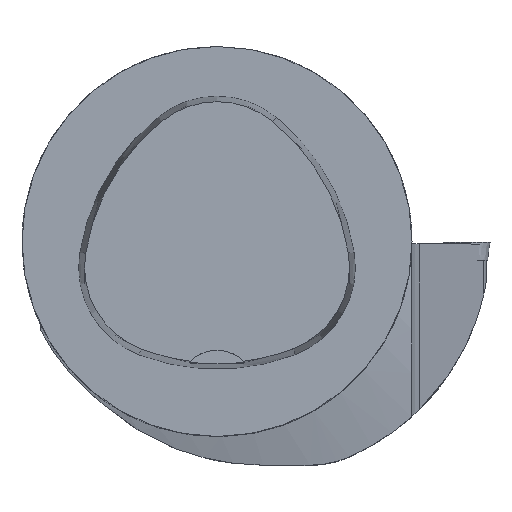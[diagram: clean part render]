
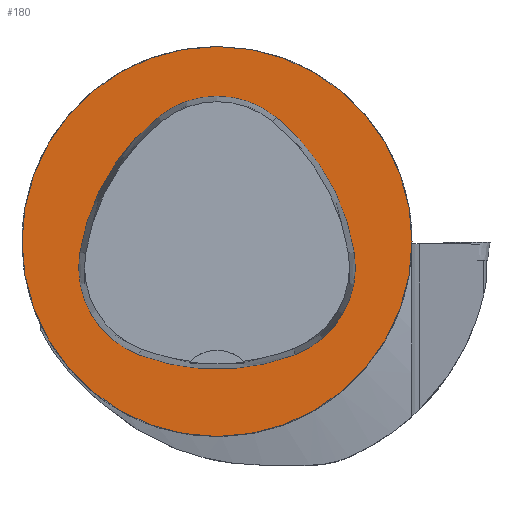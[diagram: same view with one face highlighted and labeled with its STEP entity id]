
A CAD part, top view. The second image highlights one B-rep face of the part: STEP entity #180.
In plain terms, the highlighted planar face has unit normal (0, 0, 1).
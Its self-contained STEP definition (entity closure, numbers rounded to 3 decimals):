
#99=PLANE('',#984);
#180=ADVANCED_FACE('',(#288,#289),#99,.T.);
#251=CIRCLE('',#952,25.);
#253=CIRCLE('',#962,28.);
#255=CIRCLE('',#965,12.);
#257=CIRCLE('',#968,28.);
#259=CIRCLE('',#971,12.);
#263=CIRCLE('',#976,28.);
#265=CIRCLE('',#979,12.);
#288=FACE_BOUND('',#321,.T.);
#289=FACE_BOUND('',#322,.T.);
#321=EDGE_LOOP('',(#454,#455,#456,#457,#458,#459));
#322=EDGE_LOOP('',(#460));
#454=ORIENTED_EDGE('',*,*,#732,.T.);
#455=ORIENTED_EDGE('',*,*,#712,.T.);
#456=ORIENTED_EDGE('',*,*,#716,.T.);
#457=ORIENTED_EDGE('',*,*,#719,.T.);
#458=ORIENTED_EDGE('',*,*,#722,.T.);
#459=ORIENTED_EDGE('',*,*,#730,.T.);
#460=ORIENTED_EDGE('',*,*,#697,.F.);
#621=VERTEX_POINT('',#1345);
#636=VERTEX_POINT('',#1394);
#637=VERTEX_POINT('',#1395);
#640=VERTEX_POINT('',#1403);
#642=VERTEX_POINT('',#1409);
#644=VERTEX_POINT('',#1415);
#651=VERTEX_POINT('',#1436);
#697=EDGE_CURVE('',#621,#621,#251,.T.);
#712=EDGE_CURVE('',#636,#637,#253,.T.);
#716=EDGE_CURVE('',#637,#640,#255,.T.);
#719=EDGE_CURVE('',#640,#642,#257,.T.);
#722=EDGE_CURVE('',#642,#644,#259,.T.);
#730=EDGE_CURVE('',#644,#651,#263,.T.);
#732=EDGE_CURVE('',#651,#636,#265,.T.);
#952=AXIS2_PLACEMENT_3D('',#1344,#1076,#1077);
#962=AXIS2_PLACEMENT_3D('',#1393,#1100,#1101);
#965=AXIS2_PLACEMENT_3D('',#1402,#1108,#1109);
#968=AXIS2_PLACEMENT_3D('',#1408,#1115,#1116);
#971=AXIS2_PLACEMENT_3D('',#1414,#1122,#1123);
#976=AXIS2_PLACEMENT_3D('',#1437,#1134,#1135);
#979=AXIS2_PLACEMENT_3D('',#1440,#1140,#1141);
#984=AXIS2_PLACEMENT_3D('',#1445,#1150,#1151);
#1076=DIRECTION('',(0.,0.,-1.));
#1077=DIRECTION('',(-1.,0.,0.));
#1100=DIRECTION('',(0.,0.,-1.));
#1101=DIRECTION('',(-1.,0.,0.));
#1108=DIRECTION('',(0.,0.,-1.));
#1109=DIRECTION('',(-1.,0.,0.));
#1115=DIRECTION('',(0.,0.,-1.));
#1116=DIRECTION('',(-1.,0.,0.));
#1122=DIRECTION('',(0.,0.,-1.));
#1123=DIRECTION('',(-1.,0.,0.));
#1134=DIRECTION('',(0.,0.,-1.));
#1135=DIRECTION('',(-1.,0.,0.));
#1140=DIRECTION('',(0.,0.,-1.));
#1141=DIRECTION('',(-1.,0.,0.));
#1150=DIRECTION('',(0.,0.,1.));
#1151=DIRECTION('',(1.,0.,0.));
#1344=CARTESIAN_POINT('',(0.,0.,0.));
#1345=CARTESIAN_POINT('',(-25.,0.,0.));
#1393=CARTESIAN_POINT('',(10.068,-5.824,0.));
#1394=CARTESIAN_POINT('',(-17.584,-1.424,0.));
#1395=CARTESIAN_POINT('',(-7.531,15.953,0.));
#1402=CARTESIAN_POINT('',(0.011,6.62,0.));
#1403=CARTESIAN_POINT('',(7.567,15.942,0.));
#1408=CARTESIAN_POINT('',(-10.063,-5.81,0.));
#1409=CARTESIAN_POINT('',(17.59,-1.418,0.));
#1414=CARTESIAN_POINT('',(5.739,-3.3,0.));
#1415=CARTESIAN_POINT('',(10.05,-14.499,0.));
#1436=CARTESIAN_POINT('',(-10.025,-14.516,0.));
#1437=CARTESIAN_POINT('',(-0.01,11.631,0.));
#1440=CARTESIAN_POINT('',(-5.733,-3.31,0.));
#1445=CARTESIAN_POINT('',(0.,0.,0.));
